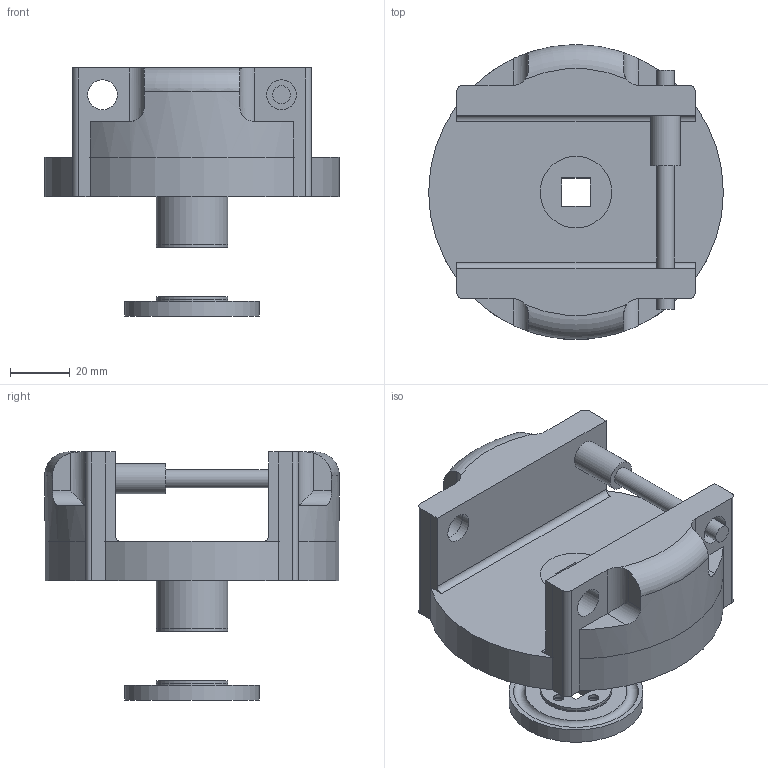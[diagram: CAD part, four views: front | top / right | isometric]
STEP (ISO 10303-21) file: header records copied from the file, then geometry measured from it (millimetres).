
FILE_DESCRIPTION(/* description */ (''),/* implementation_level */ '2;1');
FILE_NAME(/* name */ 'gerald v30.step',/* time_stamp */ '2024-09-17T19:05:08-07:00',/* author */ (''),/* organization */ (''),/* preprocessor_version */ 'ST-DEVELOPER v20',/* originating_system */ 'Autodesk Translation Framework v13.14.0.145',/* authorisation */ '');
FILE_SCHEMA (('AUTOMOTIVE_DESIGN { 1 0 10303 214 3 1 1 }'));
Length unit declared in the file: millimetre
Products named in the file (1): gerald
Bounding box: 98.79 x 98.79 x 83.17 mm (x, y, z)
Volume: 190973.2 mm3; surface area: 46318.2 mm2
Topology: 7 solids, 7 shells, 313 faces, 840 edges, 543 vertices
Faces by surface type: cylinder 229, plane 72, bspline 8, torus 4
Full cylindrical faces by diameter (mm): 2.529 x40, 3.086 x20, 3.5 x12, 5.5 x4, 6 x2, 10 x7, 24 x5, 45 x1
Entity records: 19579 total; most frequent: CARTESIAN_POINT 12258, ORIENTED_EDGE 1680, DIRECTION 1217, EDGE_CURVE 840, VERTEX_POINT 543, AXIS2_PLACEMENT_3D 438, EDGE_LOOP 367, B_SPLINE_CURVE_WITH_KNOTS 367
